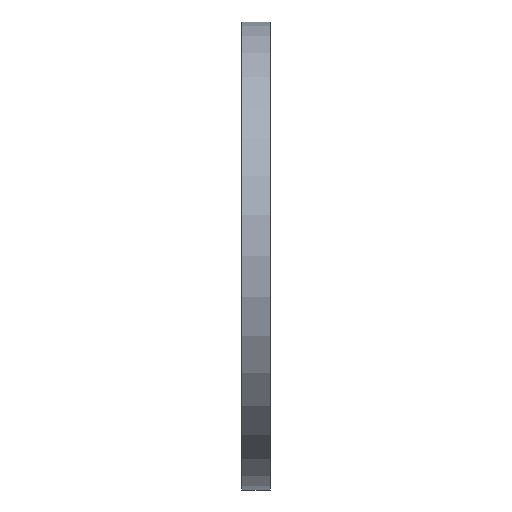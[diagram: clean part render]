
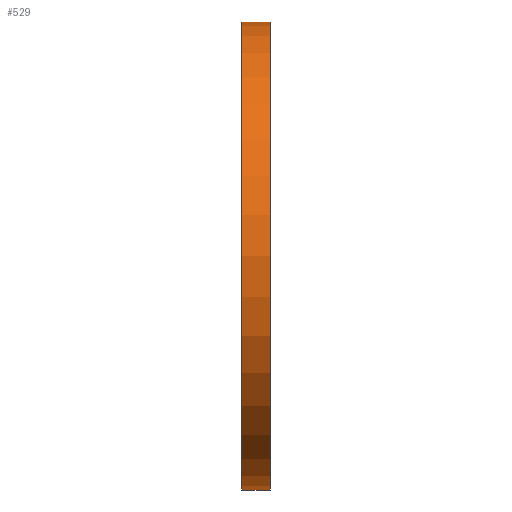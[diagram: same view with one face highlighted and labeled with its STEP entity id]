
A CAD part, left-side view. The second image highlights one B-rep face of the part: STEP entity #529.
In plain terms, the highlighted cylindrical face has radius 62.5 mm (diameter 125 mm), a partial arc.
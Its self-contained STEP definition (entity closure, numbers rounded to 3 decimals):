
#24 = LINE ( 'NONE', #247, #38 ) ;
#38 = VECTOR ( 'NONE', #637, 1000. ) ;
#44 = DIRECTION ( 'NONE',  ( 0., 1., 0. ) ) ;
#67 = CARTESIAN_POINT ( 'NONE',  ( 0., -3.75, -62.5 ) ) ;
#74 = EDGE_CURVE ( 'NONE', #712, #579, #200, .T. ) ;
#107 = DIRECTION ( 'NONE',  ( 0., -1., 0. ) ) ;
#138 = VERTEX_POINT ( 'NONE', #655 ) ;
#145 = FACE_OUTER_BOUND ( 'NONE', #576, .T. ) ;
#172 = LINE ( 'NONE', #235, #347 ) ;
#199 = DIRECTION ( 'NONE',  ( 0., 0., 1. ) ) ;
#200 = CIRCLE ( 'NONE', #638, 62.5 ) ;
#235 = CARTESIAN_POINT ( 'NONE',  ( 0., 3.75, -62.5 ) ) ;
#236 = EDGE_CURVE ( 'NONE', #645, #712, #172, .T. ) ;
#247 = CARTESIAN_POINT ( 'NONE',  ( 0., 3.75, 62.5 ) ) ;
#257 = ORIENTED_EDGE ( 'NONE', *, *, #236, .T. ) ;
#259 = CARTESIAN_POINT ( 'NONE',  ( 0., 3.75, 0. ) ) ;
#347 = VECTOR ( 'NONE', #508, 1000. ) ;
#358 = DIRECTION ( 'NONE',  ( 0., 0., 1. ) ) ;
#400 = CIRCLE ( 'NONE', #438, 62.5 ) ;
#415 = CARTESIAN_POINT ( 'NONE',  ( 0., -3.75, 0. ) ) ;
#427 = ORIENTED_EDGE ( 'NONE', *, *, #458, .F. ) ;
#434 = CARTESIAN_POINT ( 'NONE',  ( 0., -3.75, 62.5 ) ) ;
#436 = CYLINDRICAL_SURFACE ( 'NONE', #620, 62.5 ) ;
#438 = AXIS2_PLACEMENT_3D ( 'NONE', #650, #44, #199 ) ;
#458 = EDGE_CURVE ( 'NONE', #138, #579, #24, .T. ) ;
#478 = ORIENTED_EDGE ( 'NONE', *, *, #552, .F. ) ;
#485 = DIRECTION ( 'NONE',  ( 0., 0., -1. ) ) ;
#508 = DIRECTION ( 'NONE',  ( 0., -1., 0. ) ) ;
#529 = ADVANCED_FACE ( 'NONE', ( #145 ), #436, .T. ) ;
#539 = DIRECTION ( 'NONE',  ( 0., 1., 0. ) ) ;
#549 = CARTESIAN_POINT ( 'NONE',  ( 0., 3.75, -62.5 ) ) ;
#552 = EDGE_CURVE ( 'NONE', #645, #138, #400, .T. ) ;
#564 = ORIENTED_EDGE ( 'NONE', *, *, #74, .T. ) ;
#576 = EDGE_LOOP ( 'NONE', ( #427, #478, #257, #564 ) ) ;
#579 = VERTEX_POINT ( 'NONE', #434 ) ;
#620 = AXIS2_PLACEMENT_3D ( 'NONE', #259, #107, #485 ) ;
#637 = DIRECTION ( 'NONE',  ( 0., -1., 0. ) ) ;
#638 = AXIS2_PLACEMENT_3D ( 'NONE', #415, #539, #358 ) ;
#645 = VERTEX_POINT ( 'NONE', #549 ) ;
#650 = CARTESIAN_POINT ( 'NONE',  ( 0., 3.75, 0. ) ) ;
#655 = CARTESIAN_POINT ( 'NONE',  ( 0., 3.75, 62.5 ) ) ;
#712 = VERTEX_POINT ( 'NONE', #67 ) ;
